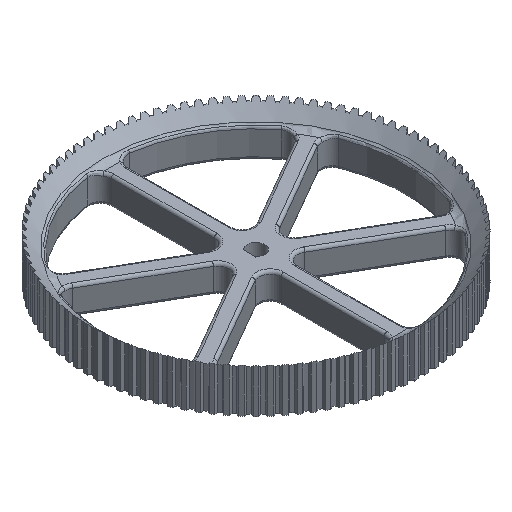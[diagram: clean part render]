
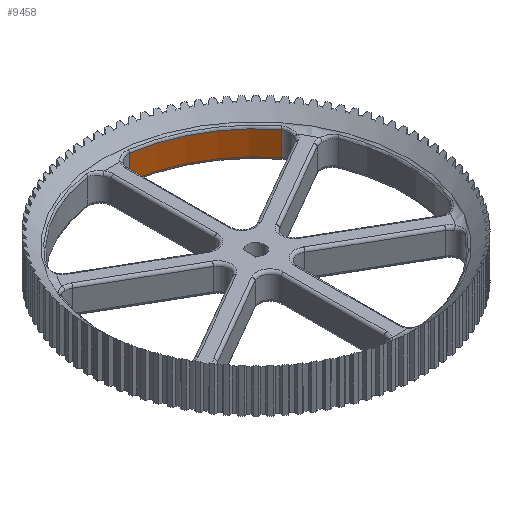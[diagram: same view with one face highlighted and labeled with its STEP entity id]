
A CAD part, isometric view. The second image highlights one B-rep face of the part: STEP entity #9458.
In plain terms, the highlighted cylindrical face has radius 27 mm (diameter 54 mm), a partial arc.
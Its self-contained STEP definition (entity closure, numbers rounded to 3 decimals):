
#396=CYLINDRICAL_SURFACE('',#10190,27.);
#855=LINE('',#14508,#1645);
#872=LINE('',#14741,#1662);
#1645=VECTOR('',#11516,10.);
#1662=VECTOR('',#11657,10.);
#2465=FACE_OUTER_BOUND('',#3000,.T.);
#3000=EDGE_LOOP('',(#7003,#7004,#7005,#7006));
#3659=CIRCLE('',#10122,27.);
#3703=CIRCLE('',#10187,27.);
#4365=VERTEX_POINT('',#14443);
#4367=VERTEX_POINT('',#14457);
#4372=VERTEX_POINT('',#14506);
#4416=VERTEX_POINT('',#14735);
#5354=EDGE_CURVE('',#4365,#4367,#3659,.T.);
#5362=EDGE_CURVE('',#4372,#4365,#855,.T.);
#5430=EDGE_CURVE('',#4416,#4372,#3703,.T.);
#5432=EDGE_CURVE('',#4367,#4416,#872,.F.);
#7003=ORIENTED_EDGE('',*,*,#5354,.F.);
#7004=ORIENTED_EDGE('',*,*,#5362,.F.);
#7005=ORIENTED_EDGE('',*,*,#5430,.F.);
#7006=ORIENTED_EDGE('',*,*,#5432,.F.);
#9458=ADVANCED_FACE('',(#2465),#396,.F.);
#10122=AXIS2_PLACEMENT_3D('',#14461,#11501,#11502);
#10187=AXIS2_PLACEMENT_3D('',#14737,#11649,#11650);
#10190=AXIS2_PLACEMENT_3D('',#14740,#11655,#11656);
#11501=DIRECTION('center_axis',(0.,0.,-1.));
#11502=DIRECTION('ref_axis',(0.5,0.866,0.));
#11516=DIRECTION('',(0.,0.,1.));
#11649=DIRECTION('center_axis',(0.,0.,1.));
#11650=DIRECTION('ref_axis',(0.5,0.866,0.));
#11655=DIRECTION('center_axis',(0.,0.,-1.));
#11656=DIRECTION('ref_axis',(0.,1.,0.));
#11657=DIRECTION('',(0.,0.,1.));
#14443=CARTESIAN_POINT('',(3.78,26.734,4.882));
#14457=CARTESIAN_POINT('',(21.262,16.641,4.882));
#14461=CARTESIAN_POINT('Origin',(0.,0.,4.882));
#14506=CARTESIAN_POINT('',(3.78,26.734,0.5));
#14508=CARTESIAN_POINT('',(3.78,26.734,2.5));
#14735=CARTESIAN_POINT('',(21.262,16.641,0.5));
#14737=CARTESIAN_POINT('Origin',(0.,0.,0.5));
#14740=CARTESIAN_POINT('Origin',(0.,0.,2.5));
#14741=CARTESIAN_POINT('',(21.262,16.641,2.5));
